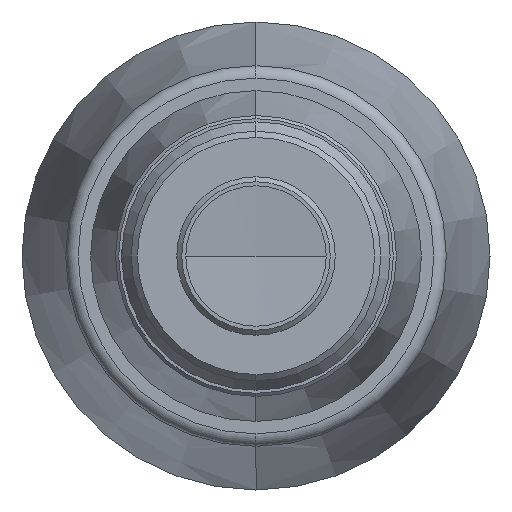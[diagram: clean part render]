
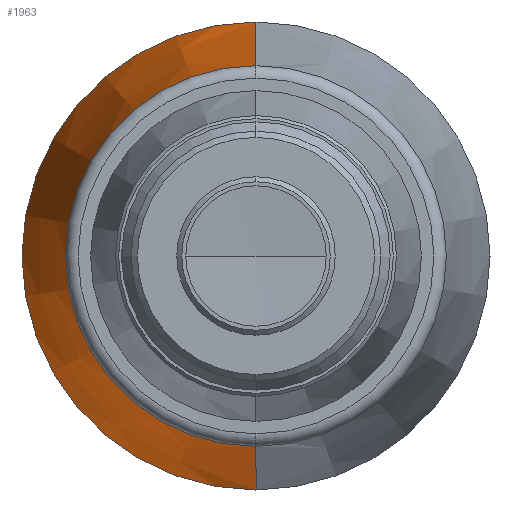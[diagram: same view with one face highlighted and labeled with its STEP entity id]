
A CAD part, left-side view. The second image highlights one B-rep face of the part: STEP entity #1963.
In plain terms, the highlighted conical face has half-angle 10.577 degrees and reference radius 37.5 mm.
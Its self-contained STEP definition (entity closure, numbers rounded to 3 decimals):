
#36 = ORIENTED_EDGE ( 'NONE', *, *, #576, .T. ) ;
#88 = CARTESIAN_POINT ( 'NONE',  ( 138.923, 0., 30.5 ) ) ;
#132 = ORIENTED_EDGE ( 'NONE', *, *, #4153, .T. ) ;
#342 = VERTEX_POINT ( 'NONE', #3348 ) ;
#362 = VECTOR ( 'NONE', #1543, 1000. ) ;
#506 = CARTESIAN_POINT ( 'NONE',  ( 176.411, 0., 0. ) ) ;
#531 = VECTOR ( 'NONE', #1400, 1000. ) ;
#576 = EDGE_CURVE ( 'NONE', #2036, #342, #3640, .T. ) ;
#648 = CARTESIAN_POINT ( 'NONE',  ( 176.411, 0., 37.5 ) ) ;
#880 = AXIS2_PLACEMENT_3D ( 'NONE', #3562, #1132, #3979 ) ;
#1132 = DIRECTION ( 'NONE',  ( -1., 0., 0. ) ) ;
#1400 = DIRECTION ( 'NONE',  ( 0.983, 0., 0.184 ) ) ;
#1490 = VERTEX_POINT ( 'NONE', #4039 ) ;
#1543 = DIRECTION ( 'NONE',  ( 0.983, 0., -0.184 ) ) ;
#1727 = AXIS2_PLACEMENT_3D ( 'NONE', #4731, #2323, #5146 ) ;
#1764 = EDGE_CURVE ( 'NONE', #2036, #1490, #3311, .T. ) ;
#1963 = ADVANCED_FACE ( 'NONE', ( #3884 ), #4455, .T. ) ;
#2036 = VERTEX_POINT ( 'NONE', #88 ) ;
#2148 = AXIS2_PLACEMENT_3D ( 'NONE', #506, #2912, #3337 ) ;
#2217 = ORIENTED_EDGE ( 'NONE', *, *, #1764, .F. ) ;
#2323 = DIRECTION ( 'NONE',  ( -1., 0., 0. ) ) ;
#2349 = CARTESIAN_POINT ( 'NONE',  ( 176.411, 0., -37.5 ) ) ;
#2570 = EDGE_LOOP ( 'NONE', ( #2217, #36, #132, #4352 ) ) ;
#2835 = CIRCLE ( 'NONE', #1727, 37.5 ) ;
#2912 = DIRECTION ( 'NONE',  ( 1., 0., 0. ) ) ;
#3175 = VERTEX_POINT ( 'NONE', #4321 ) ;
#3311 = CIRCLE ( 'NONE', #880, 30.5 ) ;
#3337 = DIRECTION ( 'NONE',  ( 0., 0., -1. ) ) ;
#3348 = CARTESIAN_POINT ( 'NONE',  ( 176.411, 0., 37.5 ) ) ;
#3562 = CARTESIAN_POINT ( 'NONE',  ( 138.923, 0., 0. ) ) ;
#3640 = LINE ( 'NONE', #648, #531 ) ;
#3884 = FACE_OUTER_BOUND ( 'NONE', #2570, .T. ) ;
#3979 = DIRECTION ( 'NONE',  ( 0., 0., 1. ) ) ;
#4039 = CARTESIAN_POINT ( 'NONE',  ( 138.923, 0., -30.5 ) ) ;
#4153 = EDGE_CURVE ( 'NONE', #342, #3175, #2835, .T. ) ;
#4321 = CARTESIAN_POINT ( 'NONE',  ( 176.411, 0., -37.5 ) ) ;
#4352 = ORIENTED_EDGE ( 'NONE', *, *, #4642, .F. ) ;
#4455 = CONICAL_SURFACE ( 'NONE', #2148, 37.5, 0.185 ) ;
#4529 = LINE ( 'NONE', #2349, #362 ) ;
#4642 = EDGE_CURVE ( 'NONE', #1490, #3175, #4529, .T. ) ;
#4731 = CARTESIAN_POINT ( 'NONE',  ( 176.411, 0., 0. ) ) ;
#5146 = DIRECTION ( 'NONE',  ( 0., 0., 1. ) ) ;
